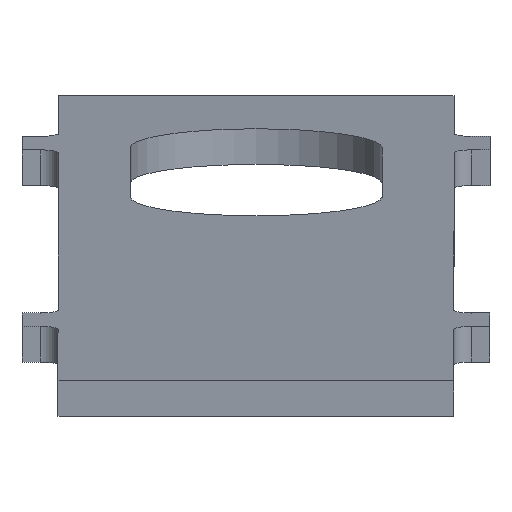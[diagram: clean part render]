
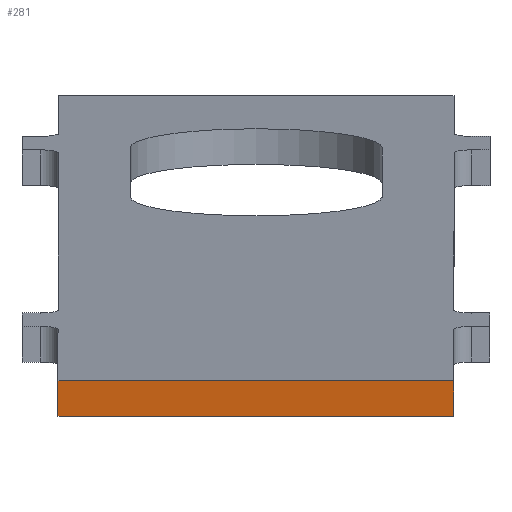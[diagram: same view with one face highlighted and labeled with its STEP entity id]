
A CAD part, left-side view. The second image highlights one B-rep face of the part: STEP entity #281.
In plain terms, the highlighted planar face has unit normal (-0.989, 0, -0.151).
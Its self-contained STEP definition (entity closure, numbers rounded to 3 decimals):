
#242=CARTESIAN_POINT('Axis2P3D Location',(-19.078,35.854,-15.145)) ;
#247=CARTESIAN_POINT('Line Origine',(-18.776,0.,-17.122)) ;
#251=CARTESIAN_POINT('Vertex',(-18.776,-11.,-17.122)) ;
#253=CARTESIAN_POINT('Vertex',(-18.776,11.,-17.122)) ;
#256=CARTESIAN_POINT('Line Origine',(-18.927,-11.,-16.134)) ;
#260=CARTESIAN_POINT('Vertex',(-19.078,-11.,-15.145)) ;
#263=CARTESIAN_POINT('Line Origine',(-19.078,0.,-15.145)) ;
#267=CARTESIAN_POINT('Vertex',(-19.078,11.,-15.145)) ;
#270=CARTESIAN_POINT('Line Origine',(-18.927,11.,-16.134)) ;
#243=DIRECTION('Axis2P3D Direction',(0.989,0.,0.151)) ;
#244=DIRECTION('Axis2P3D XDirection',(0.,-1.,0.)) ;
#248=DIRECTION('Vector Direction',(0.,-1.,0.)) ;
#257=DIRECTION('Vector Direction',(0.151,0.,-0.989)) ;
#264=DIRECTION('Vector Direction',(0.,-1.,0.)) ;
#271=DIRECTION('Vector Direction',(0.151,0.,-0.989)) ;
#245=AXIS2_PLACEMENT_3D('Plane Axis2P3D',#242,#243,#244) ;
#276=ORIENTED_EDGE('',*,*,#255,.F.) ;
#277=ORIENTED_EDGE('',*,*,#262,.F.) ;
#278=ORIENTED_EDGE('',*,*,#269,.T.) ;
#279=ORIENTED_EDGE('',*,*,#274,.T.) ;
#249=VECTOR('Line Direction',#248,1.) ;
#258=VECTOR('Line Direction',#257,1.) ;
#265=VECTOR('Line Direction',#264,1.) ;
#272=VECTOR('Line Direction',#271,1.) ;
#281=ADVANCED_FACE('Corps principal',(#280),#246,.F.) ;
#255=EDGE_CURVE('',#252,#254,#250,.F.) ;
#262=EDGE_CURVE('',#261,#252,#259,.T.) ;
#269=EDGE_CURVE('',#261,#268,#266,.F.) ;
#274=EDGE_CURVE('',#268,#254,#273,.T.) ;
#275=EDGE_LOOP('',(#276,#277,#278,#279)) ;
#280=FACE_OUTER_BOUND('',#275,.T.) ;
#250=LINE('Line',#247,#249) ;
#259=LINE('Line',#256,#258) ;
#266=LINE('Line',#263,#265) ;
#273=LINE('Line',#270,#272) ;
#246=PLANE('Plane',#245) ;
#252=VERTEX_POINT('',#251) ;
#254=VERTEX_POINT('',#253) ;
#261=VERTEX_POINT('',#260) ;
#268=VERTEX_POINT('',#267) ;
